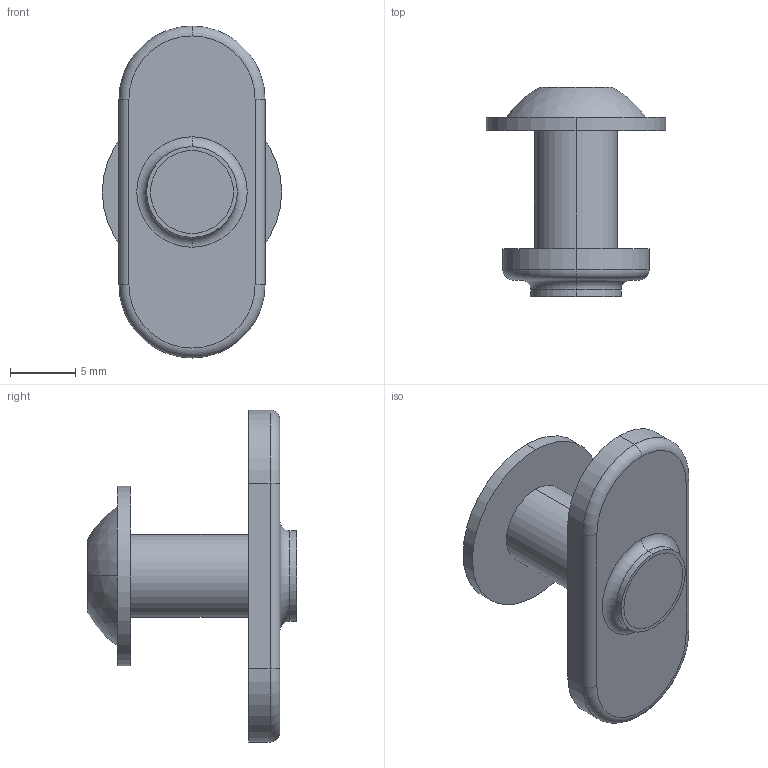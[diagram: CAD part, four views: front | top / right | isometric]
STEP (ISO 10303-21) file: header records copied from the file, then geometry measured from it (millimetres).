
FILE_DESCRIPTION (( 'STEP AP214' ), '1' );
FILE_NAME ('651130.STEP', '2015-06-10T19:30:00', ( '' ), ( '' ), 'SwSTEP 2.0', 'SolidWorks 2011', '' );
FILE_SCHEMA (( 'AUTOMOTIVE_DESIGN' ));
Length unit declared in the file: inch
Products named in the file (3): 651163; FBHSCS_651136; 651130
Assembly tree (2 placements, depth 2):
  651130
    651163
    FBHSCS_651136
Bounding box: 13.72 x 16 x 25.4 mm (x, y, z)
Volume: 1185.7 mm3; surface area: 1337 mm2
Topology: 2 solids, 2 shells, 36 faces, 77 edges, 49 vertices
Faces by surface type: plane 16, cylinder 13, torus 5, sphere 2
Entity records: 1113 total; most frequent: DIRECTION 199, CARTESIAN_POINT 167, ORIENTED_EDGE 154, AXIS2_PLACEMENT_3D 81, EDGE_CURVE 77, VERTEX_POINT 49, EDGE_LOOP 42, CIRCLE 40
